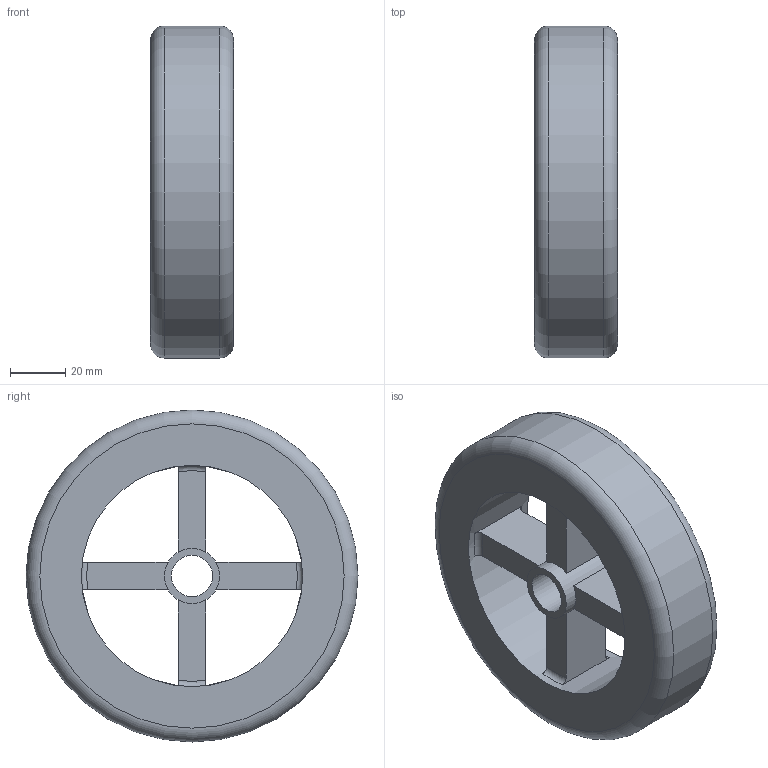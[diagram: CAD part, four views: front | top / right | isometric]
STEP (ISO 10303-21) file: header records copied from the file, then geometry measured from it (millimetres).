
FILE_DESCRIPTION(('STEP AP242'), '1');
FILE_NAME('扻錼勷', '', ('UNSPECIFIED'), ('UNSPECIFIED'), 'C3D Converter', 'C3D Toolkit', '');
FILE_SCHEMA(('AP242_MANAGED_MODEL_BASED_3D_ENGINEERING_MIM_LF { 1 0 10303 442 1 1 4 }'));
Length unit declared in the file: millimetre
Bounding box: 30 x 120 x 120 mm (x, y, z)
Volume: 212294.3 mm3; surface area: 38495.1 mm2
Topology: 1 solids, 1 shells, 30 faces, 91 edges, 60 vertices
Faces by surface type: plane 16, torus 10, cylinder 4
Full cylindrical faces by diameter (mm): 15 x1, 20 x1, 80 x1, 120 x1
Entity records: 1855 total; most frequent: CARTESIAN_POINT 767, ORIENTED_EDGE 168, DIRECTION 166, EDGE_CURVE 84, AXIS2_PLACEMENT_3D 67, VERTEX_POINT 60, EDGE_LOOP 44, CIRCLE 36
